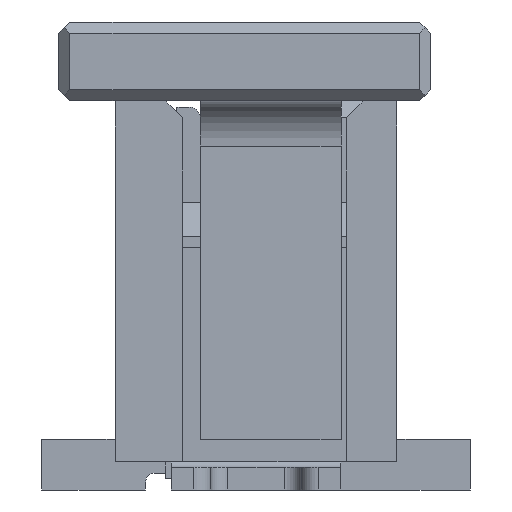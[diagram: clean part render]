
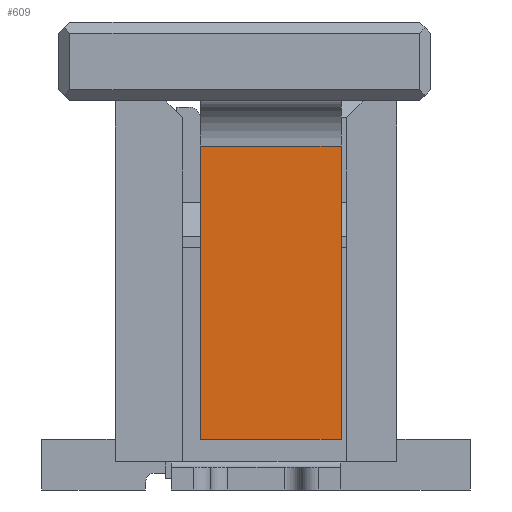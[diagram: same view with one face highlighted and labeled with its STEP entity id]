
A CAD part, left-side view. The second image highlights one B-rep face of the part: STEP entity #609.
In plain terms, the highlighted planar face has unit normal (-1, 0, 0).
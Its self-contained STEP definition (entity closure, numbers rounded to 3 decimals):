
#609=ADVANCED_FACE('',(#2032),#2033,.T.);
#2032=FACE_OUTER_BOUND('',#3777,.T.);
#2033=PLANE('',#3778);
#3777=EDGE_LOOP('',(#9439,#9440,#9441,#9442));
#3778=AXIS2_PLACEMENT_3D('',#9443,#9444,#9445);
#9439=ORIENTED_EDGE('',*,*,#13199,.T.);
#9440=ORIENTED_EDGE('',*,*,#13825,.T.);
#9441=ORIENTED_EDGE('',*,*,#13806,.F.);
#9442=ORIENTED_EDGE('',*,*,#13826,.T.);
#9443=CARTESIAN_POINT('',(-6.65,-0.03,-0.4));
#9444=DIRECTION('',(-1.0,0.0,0.0));
#9445=DIRECTION('',(0.0,0.0,1.0));
#13199=EDGE_CURVE('',#16694,#16692,#16695,.T.);
#13806=EDGE_CURVE('',#17561,#17563,#17564,.T.);
#13825=EDGE_CURVE('',#16692,#17563,#17593,.T.);
#13826=EDGE_CURVE('',#17561,#16694,#17594,.T.);
#16692=VERTEX_POINT('',#21929);
#16694=VERTEX_POINT('',#21932);
#16695=LINE('',#21933,#21934);
#17561=VERTEX_POINT('',#23292);
#17563=VERTEX_POINT('',#23294);
#17564=LINE('',#23295,#23296);
#17593=LINE('',#23341,#23342);
#17594=LINE('',#23343,#23344);
#21929=CARTESIAN_POINT('',(-6.65,0.495,-3.0));
#21932=CARTESIAN_POINT('',(-6.65,0.495,-0.4));
#21933=CARTESIAN_POINT('',(-6.65,0.495,-0.4));
#21934=VECTOR('',#26393,2.6);
#23292=CARTESIAN_POINT('',(-6.65,-0.755,-0.4));
#23294=CARTESIAN_POINT('',(-6.65,-0.755,-3.0));
#23295=CARTESIAN_POINT('',(-6.65,-0.755,-0.4));
#23296=VECTOR('',#27228,2.6);
#23341=CARTESIAN_POINT('',(-6.65,0.495,-3.0));
#23342=VECTOR('',#27251,1.25);
#23343=CARTESIAN_POINT('',(-6.65,-0.755,-0.4));
#23344=VECTOR('',#27252,1.25);
#26393=DIRECTION('',(0.0,0.0,-1.0));
#27228=DIRECTION('',(0.0,0.0,-1.0));
#27251=DIRECTION('',(0.0,-1.0,0.0));
#27252=DIRECTION('',(0.0,1.0,0.0));
